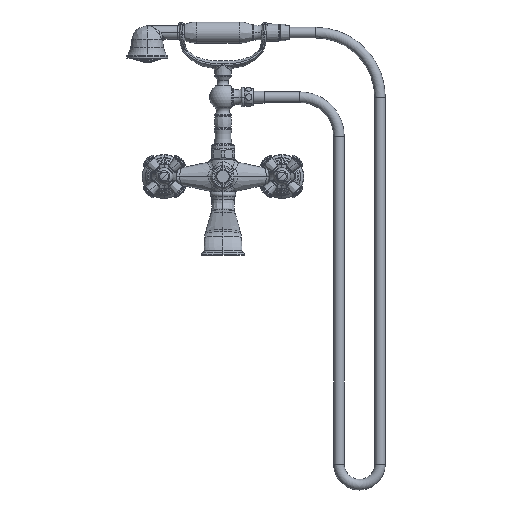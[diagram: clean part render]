
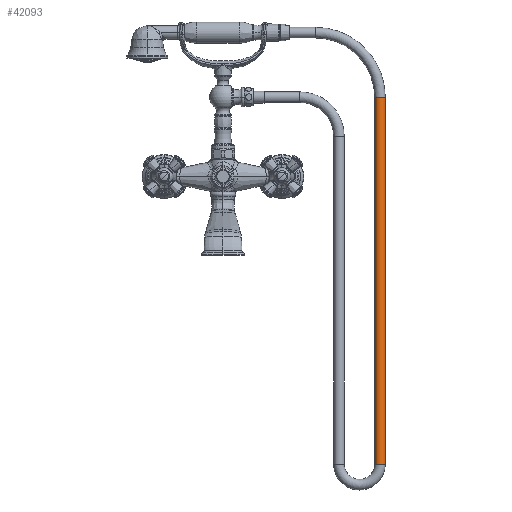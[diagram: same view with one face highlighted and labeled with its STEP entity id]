
A CAD part, top view. The second image highlights one B-rep face of the part: STEP entity #42093.
In plain terms, the highlighted cylindrical face has radius 6.858 mm (diameter 13.716 mm), a partial arc.
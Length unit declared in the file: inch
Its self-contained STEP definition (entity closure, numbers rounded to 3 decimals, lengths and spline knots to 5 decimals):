
#15167=DIRECTION('',(0.,-1.,0.));
#15168=VECTOR('',#15167,18.713);
#15169=CARTESIAN_POINT('',(7.73343,4.04827,0.));
#15170=LINE('',#15169,#15168);
#15171=CARTESIAN_POINT('',(8.00343,4.04827,0.));
#15172=DIRECTION('',(0.,-1.,0.));
#15173=DIRECTION('',(1.,0.,0.));
#15174=AXIS2_PLACEMENT_3D('',#15171,#15172,#15173);
#15176=DIRECTION('',(0.,-1.,0.));
#15177=VECTOR('',#15176,18.713);
#15178=CARTESIAN_POINT('',(8.27343,4.04827,0.));
#15179=LINE('',#15178,#15177);
#15180=CARTESIAN_POINT('',(8.00343,-14.66473,0.));
#15181=DIRECTION('',(0.,-1.,0.));
#15182=DIRECTION('',(1.,0.,0.));
#15183=AXIS2_PLACEMENT_3D('',#15180,#15181,#15182);
#16772=CARTESIAN_POINT('',(7.73343,4.04827,0.));
#16773=CARTESIAN_POINT('',(8.27343,4.04827,0.));
#16774=VERTEX_POINT('',#16772);
#16775=VERTEX_POINT('',#16773);
#16776=CARTESIAN_POINT('',(7.73343,-14.66473,0.));
#16777=VERTEX_POINT('',#16776);
#16778=CARTESIAN_POINT('',(8.27343,-14.66473,0.));
#16779=VERTEX_POINT('',#16778);
#42081=CARTESIAN_POINT('',(8.00343,4.04827,0.));
#42082=DIRECTION('',(0.,-1.,0.));
#42083=DIRECTION('',(-1.,0.,0.));
#42084=AXIS2_PLACEMENT_3D('',#42081,#42082,#42083);
#42085=CYLINDRICAL_SURFACE('',#42084,0.27);
#42086=ORIENTED_EDGE('',*,*,#42046,.F.);
#42087=ORIENTED_EDGE('',*,*,#42076,.T.);
#42089=ORIENTED_EDGE('',*,*,#42088,.T.);
#42090=ORIENTED_EDGE('',*,*,#42072,.F.);
#42091=EDGE_LOOP('',(#42086,#42087,#42089,#42090));
#42092=FACE_OUTER_BOUND('',#42091,.F.);
#42093=ADVANCED_FACE('',(#42092),#42085,.T.);
#15175=CIRCLE('',#15174,0.27);
#15184=CIRCLE('',#15183,0.27);
#42046=EDGE_CURVE('',#16775,#16774,#15175,.T.);
#42072=EDGE_CURVE('',#16774,#16777,#15170,.T.);
#42076=EDGE_CURVE('',#16775,#16779,#15179,.T.);
#42088=EDGE_CURVE('',#16779,#16777,#15184,.T.);
